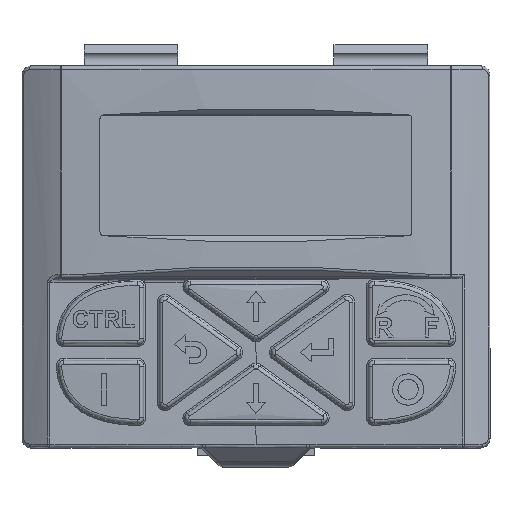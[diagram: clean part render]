
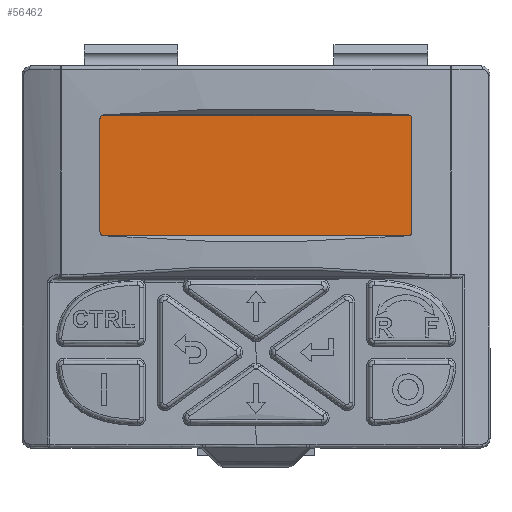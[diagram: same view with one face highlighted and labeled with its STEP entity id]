
A CAD part, top view. The second image highlights one B-rep face of the part: STEP entity #56462.
In plain terms, the highlighted planar face has unit normal (0, 0, 1).
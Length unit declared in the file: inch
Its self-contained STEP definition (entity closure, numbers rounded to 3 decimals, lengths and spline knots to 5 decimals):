
#7009 = LINE ( 'NONE', #36204, #31373 ) ;
#15683 = CARTESIAN_POINT ( 'NONE',  ( 1.9685, 1.67717, 0.32559 ) ) ;
#15686 = DIRECTION ( 'NONE',  ( 0., -1., 0. ) ) ;
#18076 = CARTESIAN_POINT ( 'NONE',  ( 0.3937, 1.67717, 0.32559 ) ) ;
#19678 = EDGE_CURVE ( 'NONE', #55059, #70150, #104965, .T. ) ;
#26387 = ORIENTED_EDGE ( 'NONE', *, *, #82512, .T. ) ;
#29826 = VERTEX_POINT ( 'NONE', #36839 ) ;
#31373 = VECTOR ( 'NONE', #15686, 39.37008 ) ;
#36204 = CARTESIAN_POINT ( 'NONE',  ( 0.3937, 1.67717, 0.32559 ) ) ;
#36839 = CARTESIAN_POINT ( 'NONE',  ( 1.9685, 1.07087, 0.32559 ) ) ;
#41886 = DIRECTION ( 'NONE',  ( -1., 0., 0. ) ) ;
#42765 = CARTESIAN_POINT ( 'NONE',  ( 0.3937, 1.67717, 0.32559 ) ) ;
#43259 = DIRECTION ( 'NONE',  ( 0., 0., 1. ) ) ;
#48822 = DIRECTION ( 'NONE',  ( 1., 0., 0. ) ) ;
#49592 = VECTOR ( 'NONE', #41886, 39.37008 ) ;
#53266 = LINE ( 'NONE', #111246, #133247 ) ;
#55059 = VERTEX_POINT ( 'NONE', #73468 ) ;
#56462 = ADVANCED_FACE ( 'NONE', ( #132470 ), #94731, .T. ) ;
#67366 = EDGE_LOOP ( 'NONE', ( #79995, #26387, #115395, #124826 ) ) ;
#68803 = VERTEX_POINT ( 'NONE', #72550 ) ;
#70150 = VERTEX_POINT ( 'NONE', #18076 ) ;
#70938 = AXIS2_PLACEMENT_3D ( 'NONE', #105683, #43259, #116178 ) ;
#72550 = CARTESIAN_POINT ( 'NONE',  ( 0.3937, 1.07087, 0.32559 ) ) ;
#73468 = CARTESIAN_POINT ( 'NONE',  ( 1.9685, 1.67717, 0.32559 ) ) ;
#75511 = EDGE_CURVE ( 'NONE', #29826, #55059, #111764, .T. ) ;
#78063 = DIRECTION ( 'NONE',  ( 0., 1., 0. ) ) ;
#79995 = ORIENTED_EDGE ( 'NONE', *, *, #89514, .T. ) ;
#82512 = EDGE_CURVE ( 'NONE', #68803, #29826, #53266, .T. ) ;
#89514 = EDGE_CURVE ( 'NONE', #70150, #68803, #7009, .T. ) ;
#94731 = PLANE ( 'NONE',  #70938 ) ;
#104965 = LINE ( 'NONE', #42765, #49592 ) ;
#105683 = CARTESIAN_POINT ( 'NONE',  ( 0.26969, 0.90748, 0.32559 ) ) ;
#108490 = VECTOR ( 'NONE', #78063, 39.37008 ) ;
#111246 = CARTESIAN_POINT ( 'NONE',  ( 0.3937, 1.07087, 0.32559 ) ) ;
#111764 = LINE ( 'NONE', #15683, #108490 ) ;
#115395 = ORIENTED_EDGE ( 'NONE', *, *, #75511, .T. ) ;
#116178 = DIRECTION ( 'NONE',  ( 1., 0., 0. ) ) ;
#124826 = ORIENTED_EDGE ( 'NONE', *, *, #19678, .T. ) ;
#132470 = FACE_OUTER_BOUND ( 'NONE', #67366, .T. ) ;
#133247 = VECTOR ( 'NONE', #48822, 39.37008 ) ;
